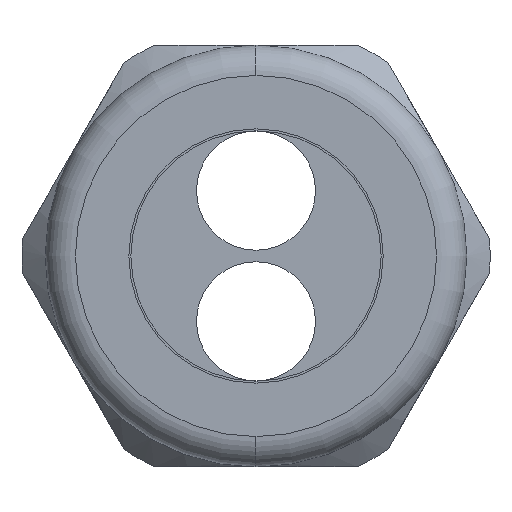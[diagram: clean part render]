
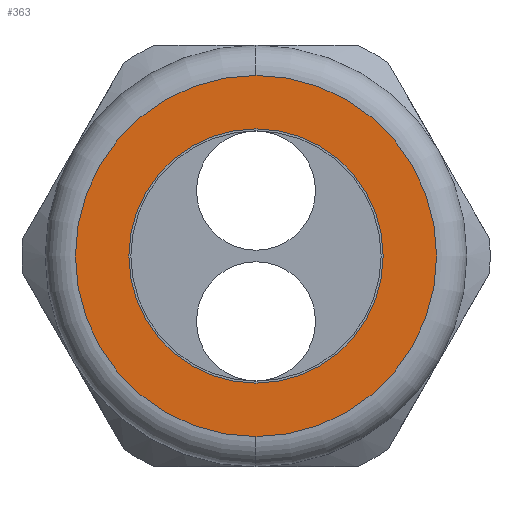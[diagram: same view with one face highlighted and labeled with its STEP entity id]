
A CAD part, left-side view. The second image highlights one B-rep face of the part: STEP entity #363.
In plain terms, the highlighted planar face has unit normal (-1, 0, 0).
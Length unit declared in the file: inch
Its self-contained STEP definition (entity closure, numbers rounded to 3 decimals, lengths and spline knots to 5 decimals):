
#356 = EDGE_LOOP ( 'NONE', ( #362, #406 ) ) ;
#362 = ORIENTED_EDGE ( 'NONE', *, *, #2913, .T. ) ;
#363 = ADVANCED_FACE ( 'NONE', ( #1657, #1656 ), #1655, .T. ) ;
#397 = ORIENTED_EDGE ( 'NONE', *, *, #4338, .T. ) ;
#400 = EDGE_CURVE ( 'NONE', #3077, #2870, #1661, .T. ) ;
#404 = EDGE_CURVE ( 'NONE', #5323, #5326, #1712, .T. ) ;
#406 = ORIENTED_EDGE ( 'NONE', *, *, #400, .T. ) ;
#408 = EDGE_LOOP ( 'NONE', ( #409, #397 ) ) ;
#409 = ORIENTED_EDGE ( 'NONE', *, *, #404, .T. ) ;
#1651 = DIRECTION ( 'NONE',  ( 0., 0., 1. ) ) ;
#1652 = DIRECTION ( 'NONE',  ( -1., 0., 0. ) ) ;
#1653 = CARTESIAN_POINT ( 'NONE',  ( -2.2, 1.045, 0. ) ) ;
#1654 = AXIS2_PLACEMENT_3D ( 'NONE', #1653, #1652, #1651 ) ;
#1655 = PLANE ( 'NONE',  #1654 ) ;
#1656 = FACE_BOUND ( 'NONE', #408, .T. ) ;
#1657 = FACE_OUTER_BOUND ( 'NONE', #356, .T. ) ;
#1660 = AXIS2_PLACEMENT_3D ( 'NONE', #1722, #1721, #1720 ) ;
#1661 = CIRCLE ( 'NONE', #1660, 0.895 ) ;
#1709 = DIRECTION ( 'NONE',  ( 0., 0., -1. ) ) ;
#1710 = DIRECTION ( 'NONE',  ( 1., 0., 0. ) ) ;
#1711 = AXIS2_PLACEMENT_3D ( 'NONE', #1717, #1710, #1709 ) ;
#1712 = CIRCLE ( 'NONE', #1711, 0.63 ) ;
#1717 = CARTESIAN_POINT ( 'NONE',  ( -2.2, 0., 0. ) ) ;
#1720 = DIRECTION ( 'NONE',  ( 0., 0., 1. ) ) ;
#1721 = DIRECTION ( 'NONE',  ( -1., 0., 0. ) ) ;
#1722 = CARTESIAN_POINT ( 'NONE',  ( -2.2, 0., 0. ) ) ;
#2853 = CARTESIAN_POINT ( 'NONE',  ( -2.2, 0., -0.895 ) ) ;
#2859 = DIRECTION ( 'NONE',  ( 0., 0., 1. ) ) ;
#2860 = DIRECTION ( 'NONE',  ( -1., 0., 0. ) ) ;
#2861 = AXIS2_PLACEMENT_3D ( 'NONE', #2869, #2860, #2859 ) ;
#2862 = CIRCLE ( 'NONE', #2861, 0.895 ) ;
#2869 = CARTESIAN_POINT ( 'NONE',  ( -2.2, 0., 0. ) ) ;
#2870 = VERTEX_POINT ( 'NONE', #2871 ) ;
#2871 = CARTESIAN_POINT ( 'NONE',  ( -2.2, 0., 0.895 ) ) ;
#2913 = EDGE_CURVE ( 'NONE', #2870, #3077, #2862, .T. ) ;
#2928 = DIRECTION ( 'NONE',  ( 0., 0., -1. ) ) ;
#2929 = DIRECTION ( 'NONE',  ( 1., 0., 0. ) ) ;
#2930 = CARTESIAN_POINT ( 'NONE',  ( -2.2, 0., 0. ) ) ;
#2931 = AXIS2_PLACEMENT_3D ( 'NONE', #2930, #2929, #2928 ) ;
#2936 = CIRCLE ( 'NONE', #2931, 0.63 ) ;
#3077 = VERTEX_POINT ( 'NONE', #2853 ) ;
#3439 = CARTESIAN_POINT ( 'NONE',  ( -2.2, 0., -0.63 ) ) ;
#3500 = CARTESIAN_POINT ( 'NONE',  ( -2.2, 0., 0.63 ) ) ;
#4338 = EDGE_CURVE ( 'NONE', #5326, #5323, #2936, .T. ) ;
#5323 = VERTEX_POINT ( 'NONE', #3439 ) ;
#5326 = VERTEX_POINT ( 'NONE', #3500 ) ;
